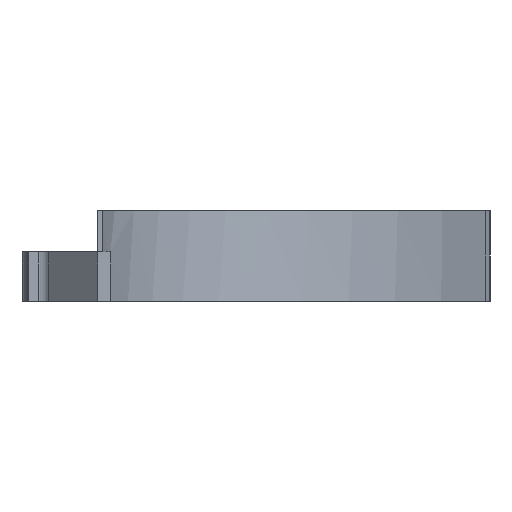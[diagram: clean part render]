
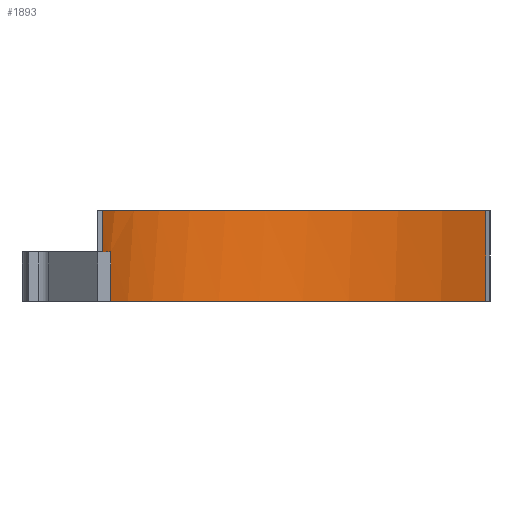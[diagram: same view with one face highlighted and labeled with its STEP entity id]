
A CAD part, front view. The second image highlights one B-rep face of the part: STEP entity #1893.
In plain terms, the highlighted cylindrical face has radius 205 mm (diameter 410 mm), a partial arc.
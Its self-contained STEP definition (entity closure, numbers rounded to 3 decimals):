
#65=CYLINDRICAL_SURFACE('',#2110,205.);
#203=FACE_OUTER_BOUND('',#336,.T.);
#336=EDGE_LOOP('',(#1591,#1592,#1593,#1594,#1595,#1596));
#418=CIRCLE('',#1994,205.);
#468=CIRCLE('',#2084,205.);
#481=CIRCLE('',#2111,205.);
#622=LINE('',#3186,#781);
#623=LINE('',#3190,#782);
#624=LINE('',#3191,#783);
#781=VECTOR('',#2588,10.);
#782=VECTOR('',#2593,10.);
#783=VECTOR('',#2594,10.);
#846=VERTEX_POINT('',#2857);
#858=VERTEX_POINT('',#2880);
#940=VERTEX_POINT('',#3123);
#941=VERTEX_POINT('',#3125);
#958=VERTEX_POINT('',#3183);
#959=VERTEX_POINT('',#3188);
#1038=EDGE_CURVE('',#846,#858,#418,.T.);
#1159=EDGE_CURVE('',#941,#940,#468,.T.);
#1189=EDGE_CURVE('',#958,#846,#622,.T.);
#1190=EDGE_CURVE('',#959,#958,#481,.T.);
#1191=EDGE_CURVE('',#858,#941,#623,.T.);
#1192=EDGE_CURVE('',#940,#959,#624,.T.);
#1591=ORIENTED_EDGE('',*,*,#1190,.T.);
#1592=ORIENTED_EDGE('',*,*,#1189,.T.);
#1593=ORIENTED_EDGE('',*,*,#1038,.T.);
#1594=ORIENTED_EDGE('',*,*,#1191,.T.);
#1595=ORIENTED_EDGE('',*,*,#1159,.T.);
#1596=ORIENTED_EDGE('',*,*,#1192,.T.);
#1893=ADVANCED_FACE('',(#203),#65,.F.);
#1994=AXIS2_PLACEMENT_3D('',#2882,#2268,#2269);
#2084=AXIS2_PLACEMENT_3D('',#3126,#2519,#2520);
#2110=AXIS2_PLACEMENT_3D('',#3187,#2589,#2590);
#2111=AXIS2_PLACEMENT_3D('',#3189,#2591,#2592);
#2268=DIRECTION('center_axis',(0.,0.,-1.));
#2269=DIRECTION('ref_axis',(-0.375,-0.927,0.));
#2519=DIRECTION('center_axis',(0.,0.,1.));
#2520=DIRECTION('ref_axis',(-0.375,-0.927,0.));
#2588=DIRECTION('',(0.,0.,-1.));
#2589=DIRECTION('center_axis',(0.,0.,1.));
#2590=DIRECTION('ref_axis',(-0.375,-0.927,0.));
#2591=DIRECTION('center_axis',(0.,0.,-1.));
#2592=DIRECTION('ref_axis',(-0.375,-0.927,0.));
#2593=DIRECTION('',(0.,0.,1.));
#2594=DIRECTION('',(0.,0.,-1.));
#2857=CARTESIAN_POINT('',(34.286,101.,0.));
#2880=CARTESIAN_POINT('',(306.794,230.073,0.));
#2882=CARTESIAN_POINT('Origin',(230.,40.,0.));
#3123=CARTESIAN_POINT('',(28.648,78.5,66.));
#3125=CARTESIAN_POINT('',(306.794,230.073,66.));
#3126=CARTESIAN_POINT('Origin',(230.,40.,66.));
#3183=CARTESIAN_POINT('',(34.286,101.,36.));
#3186=CARTESIAN_POINT('',(34.286,101.,0.));
#3187=CARTESIAN_POINT('Origin',(230.,40.,0.));
#3188=CARTESIAN_POINT('',(28.648,78.5,36.));
#3189=CARTESIAN_POINT('Origin',(230.,40.,36.));
#3190=CARTESIAN_POINT('',(306.794,230.073,0.));
#3191=CARTESIAN_POINT('',(28.648,78.5,0.));
